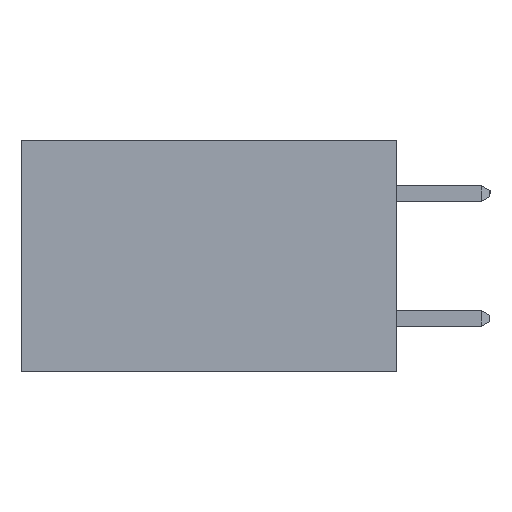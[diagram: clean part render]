
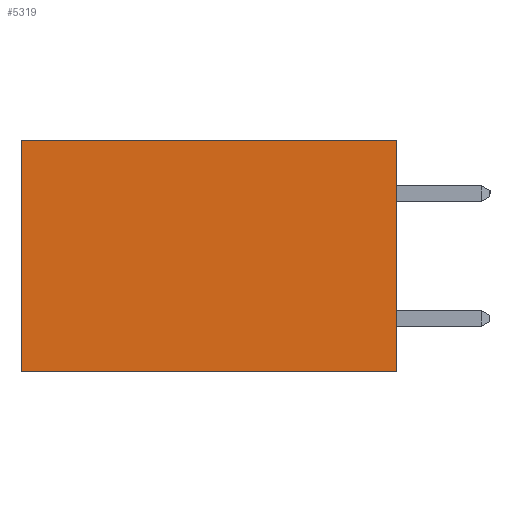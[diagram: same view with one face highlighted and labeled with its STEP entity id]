
A CAD part, left-side view. The second image highlights one B-rep face of the part: STEP entity #5319.
In plain terms, the highlighted planar face has unit normal (-1, 0, 0).
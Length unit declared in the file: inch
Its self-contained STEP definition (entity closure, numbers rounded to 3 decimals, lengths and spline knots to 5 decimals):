
#818 = EDGE_CURVE ( 'NONE', #1628, #13234, #2465, .T. ) ;
#1139 = AXIS2_PLACEMENT_3D ( 'NONE', #11318, #4490, #9904 ) ;
#1268 = EDGE_LOOP ( 'NONE', ( #1944, #4684, #10292, #2786 ) ) ;
#1628 = VERTEX_POINT ( 'NONE', #10224 ) ;
#1920 = EDGE_CURVE ( 'NONE', #11054, #15371, #6395, .T. ) ;
#1944 = ORIENTED_EDGE ( 'NONE', *, *, #16115, .T. ) ;
#1988 = CARTESIAN_POINT ( 'NONE',  ( 0.2615, 0., 0. ) ) ;
#2465 = LINE ( 'NONE', #7859, #6056 ) ;
#2786 = ORIENTED_EDGE ( 'NONE', *, *, #1920, .T. ) ;
#3554 = VECTOR ( 'NONE', #16696, 39.37008 ) ;
#4139 = LINE ( 'NONE', #5465, #4810 ) ;
#4490 = DIRECTION ( 'NONE',  ( 1., 0., 0. ) ) ;
#4684 = ORIENTED_EDGE ( 'NONE', *, *, #818, .F. ) ;
#4810 = VECTOR ( 'NONE', #14878, 39.37008 ) ;
#5194 = EDGE_CURVE ( 'NONE', #11054, #1628, #4139, .T. ) ;
#5319 = ADVANCED_FACE ( 'NONE', ( #8397 ), #15499, .F. ) ;
#5465 = CARTESIAN_POINT ( 'NONE',  ( 0.2615, 0., -0.37 ) ) ;
#5622 = CARTESIAN_POINT ( 'NONE',  ( 0.2615, 0., 0. ) ) ;
#6056 = VECTOR ( 'NONE', #17305, 39.37008 ) ;
#6395 = LINE ( 'NONE', #1988, #7774 ) ;
#7774 = VECTOR ( 'NONE', #12887, 39.37008 ) ;
#7859 = CARTESIAN_POINT ( 'NONE',  ( 0.2615, 0., -0.37 ) ) ;
#8397 = FACE_OUTER_BOUND ( 'NONE', #1268, .T. ) ;
#8655 = CARTESIAN_POINT ( 'NONE',  ( 0.2615, 0.6, 0. ) ) ;
#9081 = LINE ( 'NONE', #12350, #3554 ) ;
#9904 = DIRECTION ( 'NONE',  ( 0., 0., -1. ) ) ;
#10224 = CARTESIAN_POINT ( 'NONE',  ( 0.2615, 0., -0.37 ) ) ;
#10292 = ORIENTED_EDGE ( 'NONE', *, *, #5194, .F. ) ;
#11054 = VERTEX_POINT ( 'NONE', #5622 ) ;
#11318 = CARTESIAN_POINT ( 'NONE',  ( 0.2615, 0., -0.37 ) ) ;
#12350 = CARTESIAN_POINT ( 'NONE',  ( 0.2615, 0.6, -0.37 ) ) ;
#12887 = DIRECTION ( 'NONE',  ( 0., 1., 0. ) ) ;
#13234 = VERTEX_POINT ( 'NONE', #15295 ) ;
#14878 = DIRECTION ( 'NONE',  ( 0., 0., -1. ) ) ;
#15295 = CARTESIAN_POINT ( 'NONE',  ( 0.2615, 0.6, -0.37 ) ) ;
#15371 = VERTEX_POINT ( 'NONE', #8655 ) ;
#15499 = PLANE ( 'NONE',  #1139 ) ;
#16115 = EDGE_CURVE ( 'NONE', #15371, #13234, #9081, .T. ) ;
#16696 = DIRECTION ( 'NONE',  ( 0., 0., -1. ) ) ;
#17305 = DIRECTION ( 'NONE',  ( 0., 1., 0. ) ) ;
